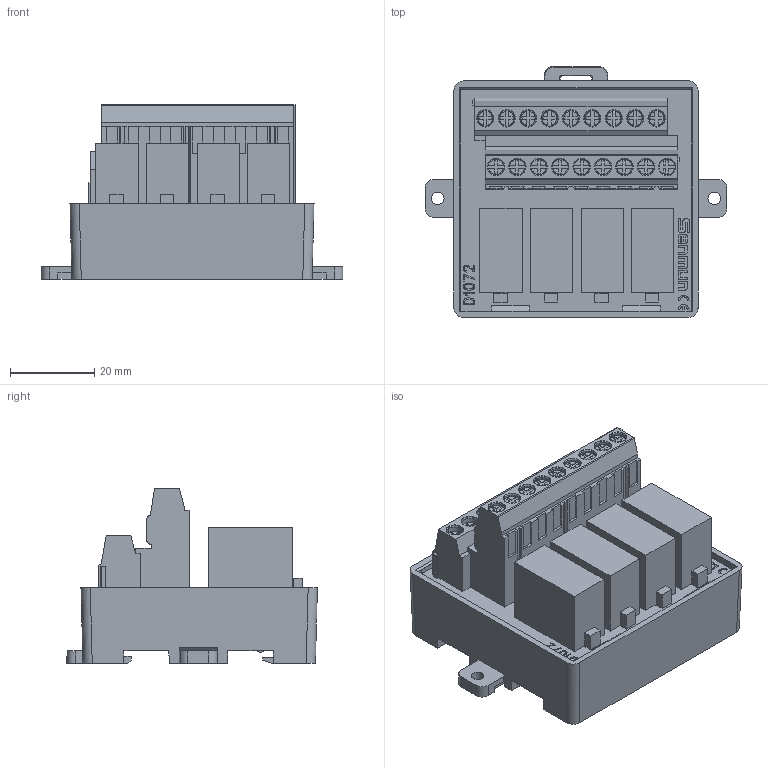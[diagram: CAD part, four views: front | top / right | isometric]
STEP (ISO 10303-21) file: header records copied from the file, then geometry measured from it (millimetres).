
FILE_DESCRIPTION(/* description */ (''),/* implementation_level */ '2;1');
FILE_NAME(/* name */ 'D1072-E.stp',/* time_stamp */ '2024-08-16T08:19:48+08:00',/* author */ (''),/* organization */ (''),/* preprocessor_version */ 'ST-DEVELOPER v14',/* originating_system */ 'SIEMENS PLM Software NX 8.0',/* authorisation */ '');
FILE_SCHEMA (('AUTOMOTIVE_DESIGN { 1 0 10303 214 3 1 1 1 }'));
Length unit declared in the file: millimetre
Products named in the file (1): Admi12A04B78ab3k
Bounding box: 71.6 x 59.51 x 41.5 mm (x, y, z)
Volume: 76625.3 mm3; surface area: 22487.3 mm2
Topology: 3 solids, 8 shells, 1065 faces, 2813 edges, 1858 vertices
Faces by surface type: plane 829, cylinder 122, torus 57, cone 44, extrusion 11, bspline 2
Full cylindrical faces by diameter (mm): 3 x2, 4.1 x16, 4.13 x14
Entity records: 34776 total; most frequent: CARTESIAN_POINT 7898, ORIENTED_EDGE 5486, DIRECTION 4919, EDGE_CURVE 2743, VECTOR 2135, LINE 2124, VERTEX_POINT 1837, AXIS2_PLACEMENT_3D 1392
